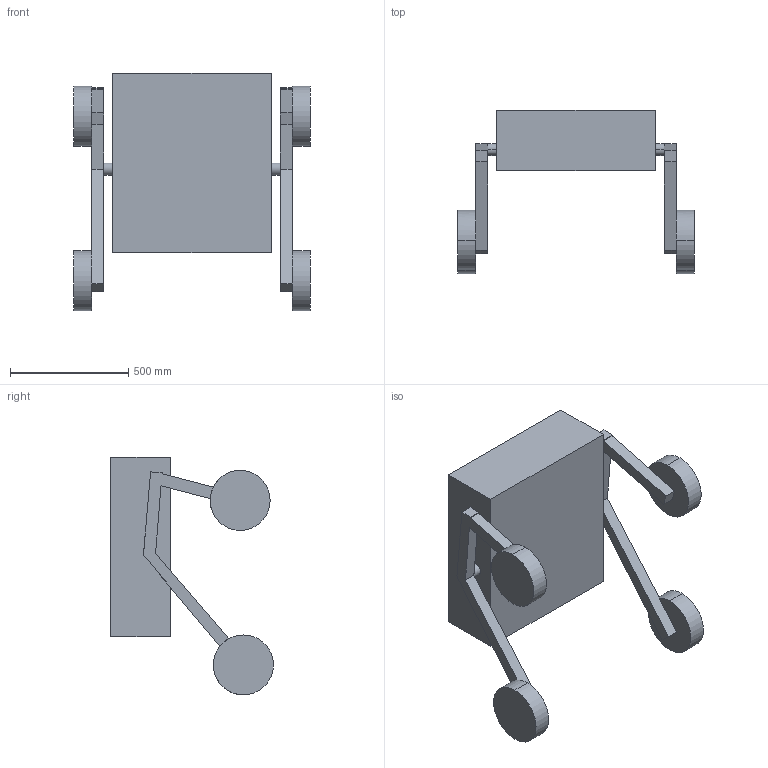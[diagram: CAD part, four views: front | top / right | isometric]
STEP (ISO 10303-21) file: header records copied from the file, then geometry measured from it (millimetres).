
FILE_DESCRIPTION (( 'STEP AP214' ), '1' );
FILE_NAME ('Rover.STEP', '2024-09-15T19:17:39', ( '' ), ( '' ), 'SwSTEP 2.0', 'SolidWorks 2023', '' );
FILE_SCHEMA (( 'AUTOMOTIVE_DESIGN' ));
Length unit declared in the file: millimetre
Products named in the file (1): Rover
Bounding box: 1003.3 x 689.78 x 1007.34 mm (x, y, z)
Volume: 152775648.2 mm3; surface area: 2903898.2 mm2
Topology: 1 solids, 1 shells, 54 faces, 136 edges, 86 vertices
Faces by surface type: plane 42, cylinder 12
Entity records: 1631 total; most frequent: DIRECTION 286, CARTESIAN_POINT 277, ORIENTED_EDGE 272, EDGE_CURVE 136, LINE 96, VECTOR 96, AXIS2_PLACEMENT_3D 95, VERTEX_POINT 86
